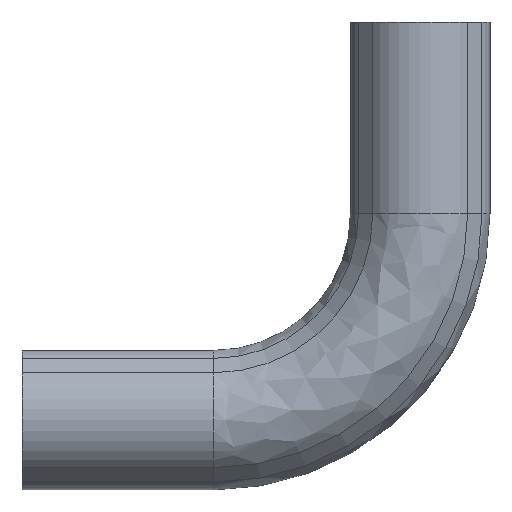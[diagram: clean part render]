
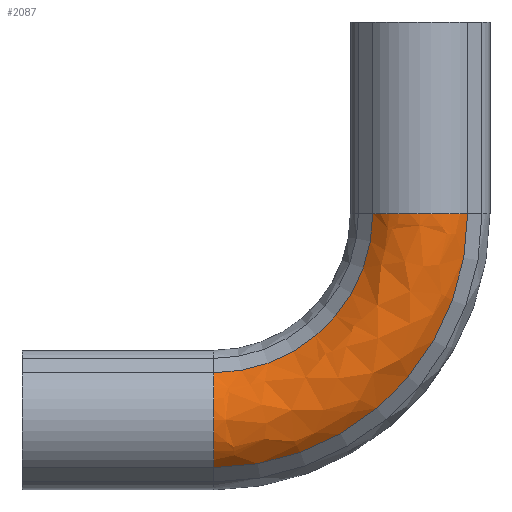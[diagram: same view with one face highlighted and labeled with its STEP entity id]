
A CAD part, front view. The second image highlights one B-rep face of the part: STEP entity #2087.
In plain terms, the highlighted free-form (B-spline) face has degree [3, 3] with [4, 4] control points.
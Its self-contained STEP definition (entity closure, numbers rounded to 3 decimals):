
#192 = CARTESIAN_POINT ( 'NONE',  ( 90.46, 43.294, 32.55 ) ) ;
#226 = DIRECTION ( 'NONE',  ( 0., 0., 1. ) ) ;
#810 = AXIS2_PLACEMENT_3D ( 'NONE', #1982, #9327, #3069 ) ;
#857 = CARTESIAN_POINT ( 'NONE',  ( 117.627, 38.647, 32.55 ) ) ;
#1259 = DIRECTION ( 'NONE',  ( 0., 0., -1. ) ) ;
#1493 = AXIS2_PLACEMENT_3D ( 'NONE', #12183, #5914, #13222 ) ;
#1693 = CIRCLE ( 'NONE', #9451, 23.267 ) ;
#1836 = EDGE_CURVE ( 'NONE', #7759, #11505, #13165, .T. ) ;
#1940 = CARTESIAN_POINT ( 'NONE',  ( 109.928, 38.647, -0.683 ) ) ;
#1982 = CARTESIAN_POINT ( 'NONE',  ( 120.66, 49.111, 32.55 ) ) ;
#2087 = ADVANCED_FACE ( 'NONE', ( #12494 ), #5830, .T. ) ;
#2372 = ORIENTED_EDGE ( 'NONE', *, *, #1836, .F. ) ;
#2659 = VERTEX_POINT ( 'NONE', #4549 ) ;
#3025 = CARTESIAN_POINT ( 'NONE',  ( 123.693, 38.647, 32.55 ) ) ;
#3069 = DIRECTION ( 'NONE',  ( 0., 1., 0. ) ) ;
#4048 = CARTESIAN_POINT ( 'NONE',  ( 112.212, 43.294, -4.583 ) ) ;
#4197 = ORIENTED_EDGE ( 'NONE', *, *, #6759, .F. ) ;
#4251 = EDGE_LOOP ( 'NONE', ( #4197, #8623, #2372, #9881 ) ) ;
#4549 = CARTESIAN_POINT ( 'NONE',  ( 113.727, 43.294, 32.55 ) ) ;
#5046 = CARTESIAN_POINT ( 'NONE',  ( 113.727, 43.294, 18.92 ) ) ;
#5096 = CARTESIAN_POINT ( 'NONE',  ( 127.593, 43.294, 32.55 ) ) ;
#5830 =( BOUNDED_SURFACE ( )  B_SPLINE_SURFACE ( 3, 3, ( 
 ( #6070, #11322, #5046, #12396 ),
 ( #6116, #13421, #7158, #857 ),
 ( #8234, #1940, #9287, #3025 ),
 ( #10320, #4048, #11368, #5096 ) ),
 .UNSPECIFIED., .F., .F., .T. ) 
 B_SPLINE_SURFACE_WITH_KNOTS ( ( 4, 4 ),
 ( 4, 4 ),
 ( 0., 1. ),
 ( 0., 1. ),
 .UNSPECIFIED. ) 
 GEOMETRIC_REPRESENTATION_ITEM ( )  RATIONAL_B_SPLINE_SURFACE ( (
 ( 1., 0.805, 0.805, 1.),
 ( 0.762, 0.613, 0.613, 0.762),
 ( 0.762, 0.613, 0.613, 0.762),
 ( 1., 0.805, 0.805, 1.) ) ) 
 REPRESENTATION_ITEM ( '' )  SURFACE ( )  );
#5914 = DIRECTION ( 'NONE',  ( 0., 1., 0. ) ) ;
#6070 = CARTESIAN_POINT ( 'NONE',  ( 90.46, 43.294, 9.283 ) ) ;
#6116 = CARTESIAN_POINT ( 'NONE',  ( 90.46, 38.647, 5.383 ) ) ;
#6538 = DIRECTION ( 'NONE',  ( -1., 0., 0. ) ) ;
#6759 = EDGE_CURVE ( 'NONE', #2659, #12677, #11400, .T. ) ;
#7158 = CARTESIAN_POINT ( 'NONE',  ( 117.627, 38.647, 16.636 ) ) ;
#7553 = DIRECTION ( 'NONE',  ( 0., 1., 0. ) ) ;
#7759 = VERTEX_POINT ( 'NONE', #10763 ) ;
#8031 = CARTESIAN_POINT ( 'NONE',  ( 90.46, 43.294, 9.283 ) ) ;
#8234 = CARTESIAN_POINT ( 'NONE',  ( 90.46, 38.647, -0.683 ) ) ;
#8623 = ORIENTED_EDGE ( 'NONE', *, *, #13077, .T. ) ;
#9287 = CARTESIAN_POINT ( 'NONE',  ( 123.693, 38.647, 13.082 ) ) ;
#9327 = DIRECTION ( 'NONE',  ( 0., 0., 1. ) ) ;
#9451 = AXIS2_PLACEMENT_3D ( 'NONE', #192, #7553, #1259 ) ;
#9744 = CARTESIAN_POINT ( 'NONE',  ( 127.593, 43.294, 32.55 ) ) ;
#9881 = ORIENTED_EDGE ( 'NONE', *, *, #11932, .F. ) ;
#10320 = CARTESIAN_POINT ( 'NONE',  ( 90.46, 43.294, -4.583 ) ) ;
#10412 = AXIS2_PLACEMENT_3D ( 'NONE', #12815, #6538, #226 ) ;
#10763 = CARTESIAN_POINT ( 'NONE',  ( 90.46, 43.294, -4.583 ) ) ;
#11197 = CIRCLE ( 'NONE', #1493, 37.133 ) ;
#11322 = CARTESIAN_POINT ( 'NONE',  ( 104.09, 43.294, 9.283 ) ) ;
#11368 = CARTESIAN_POINT ( 'NONE',  ( 127.593, 43.294, 10.798 ) ) ;
#11400 = CIRCLE ( 'NONE', #810, 9.05 ) ;
#11505 = VERTEX_POINT ( 'NONE', #8031 ) ;
#11932 = EDGE_CURVE ( 'NONE', #12677, #7759, #11197, .T. ) ;
#12183 = CARTESIAN_POINT ( 'NONE',  ( 90.46, 43.294, 32.55 ) ) ;
#12396 = CARTESIAN_POINT ( 'NONE',  ( 113.727, 43.294, 32.55 ) ) ;
#12494 = FACE_OUTER_BOUND ( 'NONE', #4251, .T. ) ;
#12677 = VERTEX_POINT ( 'NONE', #9744 ) ;
#12815 = CARTESIAN_POINT ( 'NONE',  ( 90.46, 49.111, 2.35 ) ) ;
#13077 = EDGE_CURVE ( 'NONE', #2659, #11505, #1693, .T. ) ;
#13165 = CIRCLE ( 'NONE', #10412, 9.05 ) ;
#13222 = DIRECTION ( 'NONE',  ( 0., 0., -1. ) ) ;
#13421 = CARTESIAN_POINT ( 'NONE',  ( 106.374, 38.647, 5.383 ) ) ;
